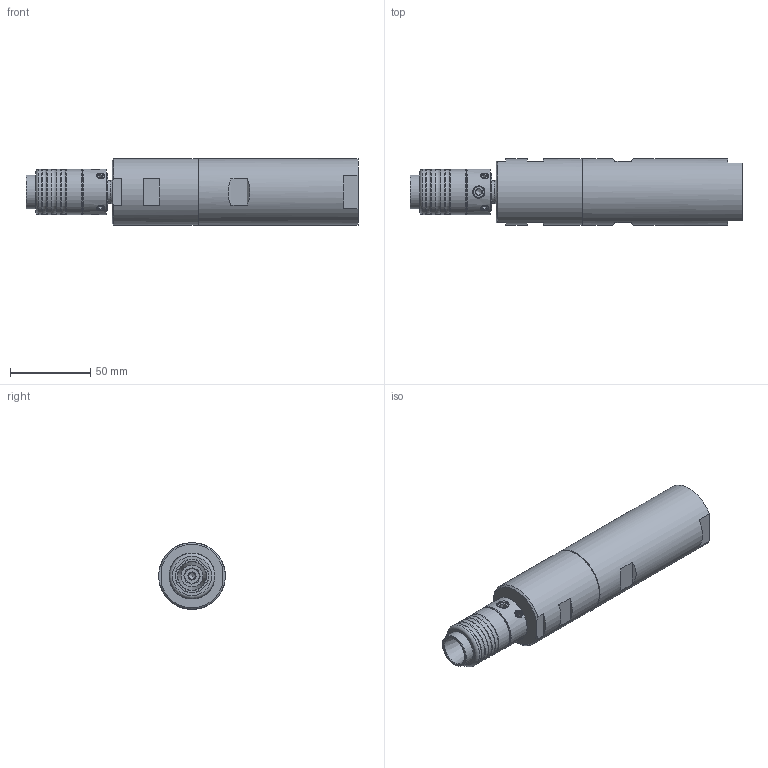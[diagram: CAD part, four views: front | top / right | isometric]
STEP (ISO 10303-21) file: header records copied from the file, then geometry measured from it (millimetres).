
FILE_DESCRIPTION(/* description */ (''),/* implementation_level */ '2;1');
FILE_NAME(/* name */ '60050757.stp',/* time_stamp */ '2015-09-23T15:40:52+02:00',/* author */ ('tpeskos'),/* organization */ (''),/* preprocessor_version */ 'ST-DEVELOPER v15.2',/* originating_system */ 'Autodesk Inventor 2014',/* authorisation */ '');
FILE_SCHEMA (('CONFIG_CONTROL_DESIGN'));
Length unit declared in the file: millimetre
Products named in the file (1): 60050757
Bounding box: 206.5 x 41.5 x 41.5 mm (x, y, z)
Volume: 226974.8 mm3; surface area: 32490.3 mm2
Topology: 1 solids, 10 shells, 307 faces, 727 edges, 475 vertices
Faces by surface type: plane 184, cylinder 60, cone 38, bspline 17, sphere 4, torus 4
Full cylindrical faces by diameter (mm): 4 x1, 6.647 x2, 8 x1, 8.05 x1, 8.9 x1, 9 x1, 11.445 x3, 13.9 x1, 14 x2, 14.95 x1, 16 x1, 21 x1, 21.1 x1, 23 x1, 24.7 x1, 25 x1, 28.4 x4, 28.6 x1, 36 x1, 41.5 x2
Entity records: 10221 total; most frequent: CARTESIAN_POINT 3345, ORIENTED_EDGE 1280, DIRECTION 1268, EDGE_CURVE 640, VERTEX_POINT 448, AXIS2_PLACEMENT_3D 447, EDGE_LOOP 404, LINE 374
